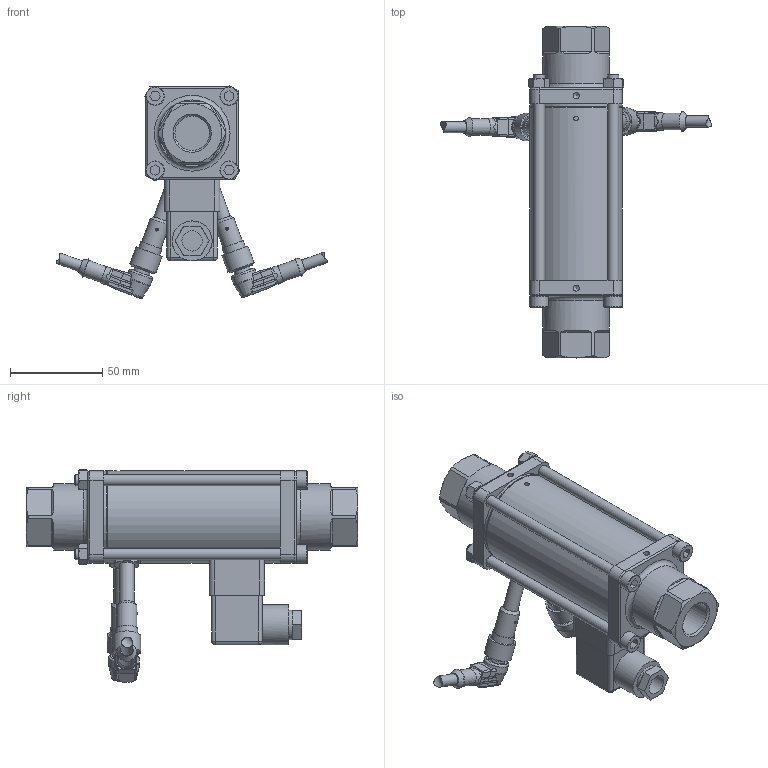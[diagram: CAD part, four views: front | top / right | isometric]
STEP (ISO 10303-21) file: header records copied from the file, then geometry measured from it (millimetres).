
FILE_DESCRIPTION(/* description */ (''),/* implementation_level */ '2;1');
FILE_NAME(/* name */ 'Typ 270 DN10 G12 + 2x ES.stp',/* time_stamp */ '2017-11-16T16:15:50+01:00',/* author */ ('keikmeier'),/* organization */ (''),/* preprocessor_version */ 'ST-DEVELOPER v15.2',/* originating_system */ 'Autodesk Inventor 2014',/* authorisation */ '');
FILE_SCHEMA (('AUTOMOTIVE_DESIGN { 1 0 10303 214 3 1 1 }'));
Length unit declared in the file: centimetre
Products named in the file (1): DN10 ES
Bounding box: 146.66 x 179.5 x 115.14 mm (x, y, z)
Volume: 358493.6 mm3; surface area: 60773.6 mm2
Topology: 2 solids, 2 shells, 576 faces, 1443 edges, 909 vertices
Faces by surface type: plane 330, cylinder 130, cone 85, torus 19, bspline 8, sphere 4
Full cylindrical faces by diameter (mm): 2.5 x2, 3.3 x2, 5.5 x1, 6 x10, 6.5 x8, 7.1 x1, 8 x2, 9 x2, 9.1 x2, 10 x4, 11 x3, 12 x2, 13.65 x2, 15 x2, 16 x1, 18.63 x2, 21.6 x1, 36 x2, 50 x1
Entity records: 18704 total; most frequent: CARTESIAN_POINT 5131, DIRECTION 2651, ORIENTED_EDGE 2620, EDGE_CURVE 1306, AXIS2_PLACEMENT_3D 1010, VERTEX_POINT 876, EDGE_LOOP 734, LINE 631
